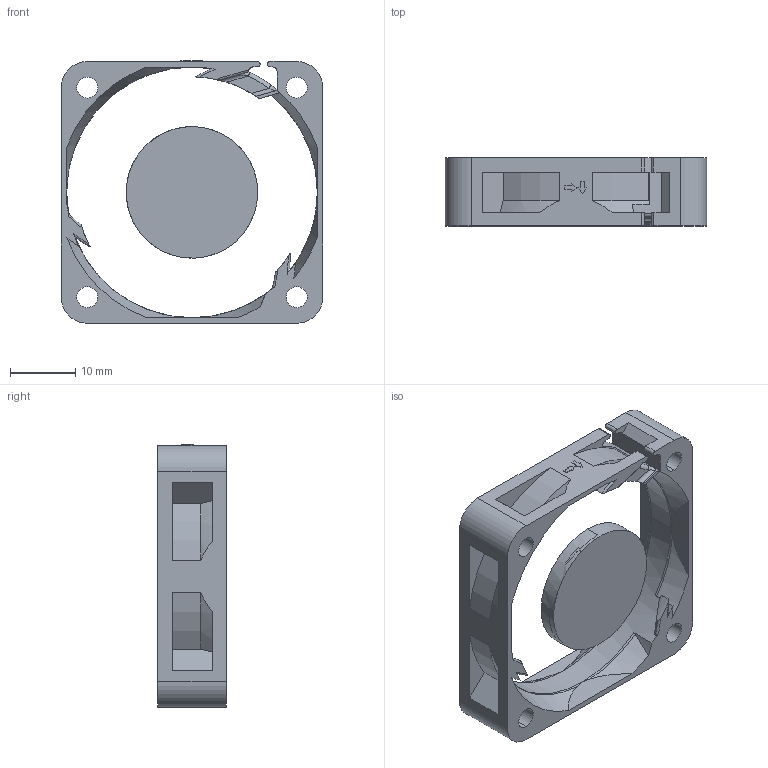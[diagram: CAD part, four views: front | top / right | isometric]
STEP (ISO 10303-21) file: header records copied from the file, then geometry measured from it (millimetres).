
FILE_DESCRIPTION((''),'2;1');
FILE_NAME('410200950000','2010-05-17T',('COMET.HSU'),(''),'PRO/ENGINEER BY PARAMETRIC TECHNOLOGY CORPORATION, 2005380','PRO/ENGINEER BY PARAMETRIC TECHNOLOGY CORPORATION, 2005380','');
FILE_SCHEMA(('CONFIG_CONTROL_DESIGN'));
Length unit declared in the file: millimetre
Products named in the file (1): 410200950000
Bounding box: 40 x 10.4 x 40.12 mm (x, y, z)
Volume: 3973.2 mm3; surface area: 5175.4 mm2
Topology: 2 solids, 2 shells, 165 faces, 452 edges, 298 vertices
Faces by surface type: plane 71, cylinder 49, torus 22, cone 21, bspline 2
Entity records: 5755 total; most frequent: CARTESIAN_POINT 1569, ORIENTED_EDGE 904, DIRECTION 826, EDGE_CURVE 452, AXIS2_PLACEMENT_3D 312, VERTEX_POINT 298, VECTOR 202, LINE 202
